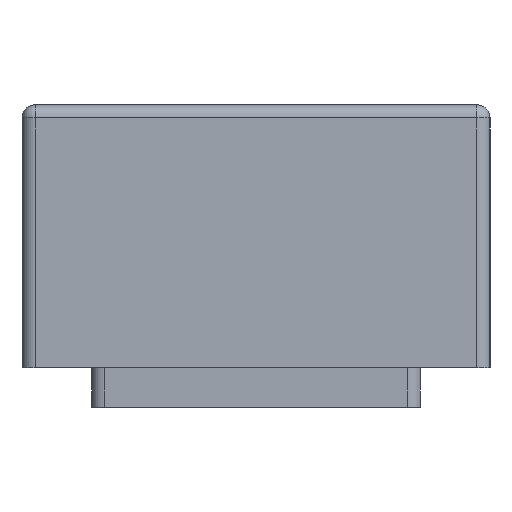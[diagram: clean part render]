
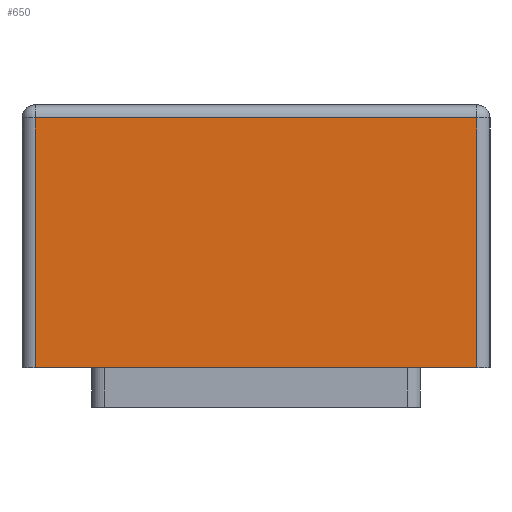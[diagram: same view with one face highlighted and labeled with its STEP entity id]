
A CAD part, left-side view. The second image highlights one B-rep face of the part: STEP entity #650.
In plain terms, the highlighted planar face has unit normal (-1, 0, 0).
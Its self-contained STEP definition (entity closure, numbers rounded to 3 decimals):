
#57 = VERTEX_POINT ( 'NONE', #403 ) ;
#67 = VERTEX_POINT ( 'NONE', #387 ) ;
#70 = EDGE_CURVE ( 'NONE', #85, #57, #442, .T. ) ;
#74 = EDGE_CURVE ( 'NONE', #75, #67, #471, .T. ) ;
#75 = VERTEX_POINT ( 'NONE', #470 ) ;
#85 = VERTEX_POINT ( 'NONE', #453 ) ;
#353 = EDGE_CURVE ( 'NONE', #67, #646, #1191, .T. ) ;
#387 = CARTESIAN_POINT ( 'NONE',  ( -169.739, -61.188, 0. ) ) ;
#403 = CARTESIAN_POINT ( 'NONE',  ( -169.739, -59.723, 0. ) ) ;
#417 = DIRECTION ( 'NONE',  ( 0., -1., 0. ) ) ;
#418 = VECTOR ( 'NONE', #417, 1000. ) ;
#419 = CARTESIAN_POINT ( 'NONE',  ( -169.739, -61.238, 0. ) ) ;
#442 = LINE ( 'NONE', #419, #418 ) ;
#453 = CARTESIAN_POINT ( 'NONE',  ( -169.739, -59.508, 0. ) ) ;
#467 = DIRECTION ( 'NONE',  ( 0., -1., 0. ) ) ;
#468 = VECTOR ( 'NONE', #467, 1000. ) ;
#469 = CARTESIAN_POINT ( 'NONE',  ( -169.739, -61.238, 0. ) ) ;
#470 = CARTESIAN_POINT ( 'NONE',  ( -169.739, -60.973, 0. ) ) ;
#471 = LINE ( 'NONE', #469, #468 ) ;
#640 = EDGE_CURVE ( 'NONE', #57, #75, #1296, .T. ) ;
#641 = ORIENTED_EDGE ( 'NONE', *, *, #640, .T. ) ;
#643 = VERTEX_POINT ( 'NONE', #1350 ) ;
#644 = ORIENTED_EDGE ( 'NONE', *, *, #353, .T. ) ;
#645 = ORIENTED_EDGE ( 'NONE', *, *, #648, .T. ) ;
#646 = VERTEX_POINT ( 'NONE', #1299 ) ;
#647 = EDGE_CURVE ( 'NONE', #646, #643, #1351, .T. ) ;
#648 = EDGE_CURVE ( 'NONE', #643, #85, #1346, .T. ) ;
#649 = ORIENTED_EDGE ( 'NONE', *, *, #647, .T. ) ;
#650 = ADVANCED_FACE ( 'NONE', ( #1301 ), #1341, .F. ) ;
#651 = ORIENTED_EDGE ( 'NONE', *, *, #74, .T. ) ;
#653 = ORIENTED_EDGE ( 'NONE', *, *, #70, .T. ) ;
#668 = EDGE_LOOP ( 'NONE', ( #649, #645, #653, #641, #651, #644 ) ) ;
#1184 = DIRECTION ( 'NONE',  ( 0., 0., 1. ) ) ;
#1190 = CARTESIAN_POINT ( 'NONE',  ( -169.739, -61.188, 1. ) ) ;
#1191 = LINE ( 'NONE', #1190, #1198 ) ;
#1198 = VECTOR ( 'NONE', #1184, 1000. ) ;
#1295 = CARTESIAN_POINT ( 'NONE',  ( -169.739, -61.238, 0. ) ) ;
#1296 = LINE ( 'NONE', #1295, #1349 ) ;
#1299 = CARTESIAN_POINT ( 'NONE',  ( -169.739, -61.188, 0.95 ) ) ;
#1301 = FACE_OUTER_BOUND ( 'NONE', #668, .T. ) ;
#1335 = AXIS2_PLACEMENT_3D ( 'NONE', #1347, #1339, #1345 ) ;
#1336 = DIRECTION ( 'NONE',  ( 0., 0., -1. ) ) ;
#1337 = VECTOR ( 'NONE', #1336, 1000. ) ;
#1338 = CARTESIAN_POINT ( 'NONE',  ( -169.739, -59.508, 1. ) ) ;
#1339 = DIRECTION ( 'NONE',  ( 1., 0., 0. ) ) ;
#1341 = PLANE ( 'NONE',  #1335 ) ;
#1342 = DIRECTION ( 'NONE',  ( 0., 1., 0. ) ) ;
#1343 = VECTOR ( 'NONE', #1342, 1000. ) ;
#1344 = CARTESIAN_POINT ( 'NONE',  ( -169.739, -61.238, 0.95 ) ) ;
#1345 = DIRECTION ( 'NONE',  ( 0., 0., -1. ) ) ;
#1346 = LINE ( 'NONE', #1338, #1337 ) ;
#1347 = CARTESIAN_POINT ( 'NONE',  ( -169.739, -61.238, 1. ) ) ;
#1348 = DIRECTION ( 'NONE',  ( 0., -1., 0. ) ) ;
#1349 = VECTOR ( 'NONE', #1348, 1000. ) ;
#1350 = CARTESIAN_POINT ( 'NONE',  ( -169.739, -59.508, 0.95 ) ) ;
#1351 = LINE ( 'NONE', #1344, #1343 ) ;
